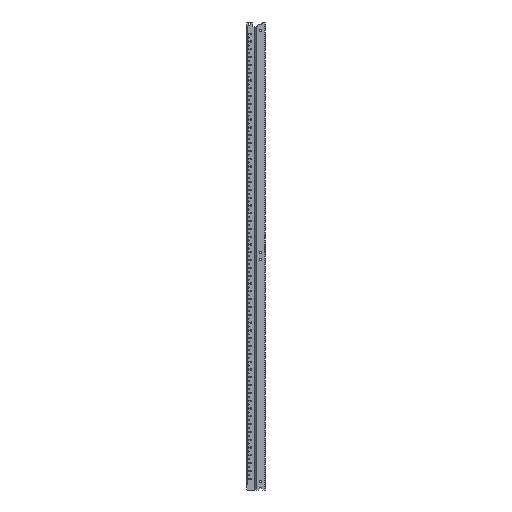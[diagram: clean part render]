
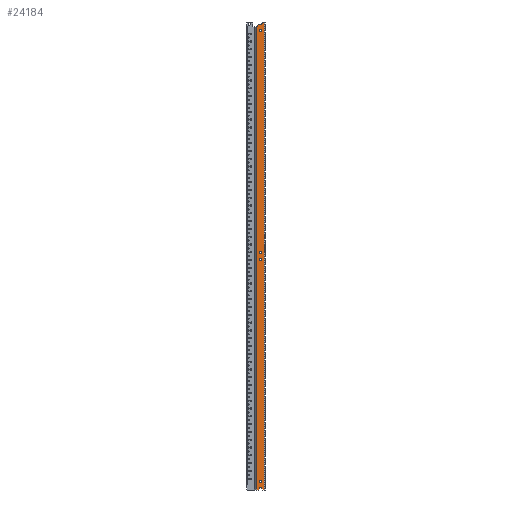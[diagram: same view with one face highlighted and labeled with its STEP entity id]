
A CAD part, front view. The second image highlights one B-rep face of the part: STEP entity #24184.
In plain terms, the highlighted face is planar.
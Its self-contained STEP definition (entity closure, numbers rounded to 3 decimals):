
#8489=DIRECTION('',(0.,-1.,0.));
#8490=VECTOR('',#8489,1483.29);
#8491=CARTESIAN_POINT('',(17.,734.79,26.916));
#8492=LINE('',#8491,#8490);
#8496=CARTESIAN_POINT('',(17.,-722.,14.995));
#8497=DIRECTION('',(1.,0.,0.));
#8498=DIRECTION('',(0.,1.,0.));
#8499=AXIS2_PLACEMENT_3D('',#8496,#8497,#8498);
#8504=CARTESIAN_POINT('',(17.,-722.,14.995));
#8505=DIRECTION('',(1.,0.,0.));
#8506=DIRECTION('',(0.,-1.,0.));
#8507=AXIS2_PLACEMENT_3D('',#8504,#8505,#8506);
#8512=CARTESIAN_POINT('',(17.,722.,14.995));
#8513=DIRECTION('',(1.,0.,0.));
#8514=DIRECTION('',(0.,1.,0.));
#8515=AXIS2_PLACEMENT_3D('',#8512,#8513,#8514);
#8520=CARTESIAN_POINT('',(17.,722.,14.995));
#8521=DIRECTION('',(1.,0.,0.));
#8522=DIRECTION('',(0.,-1.,0.));
#8523=AXIS2_PLACEMENT_3D('',#8520,#8521,#8522);
#8528=CARTESIAN_POINT('',(17.,-11.,14.995));
#8529=DIRECTION('',(-1.,0.,0.));
#8530=DIRECTION('',(0.,-1.,0.));
#8531=AXIS2_PLACEMENT_3D('',#8528,#8529,#8530);
#8536=CARTESIAN_POINT('',(17.,-11.,14.995));
#8537=DIRECTION('',(-1.,0.,0.));
#8538=DIRECTION('',(0.,1.,0.));
#8539=AXIS2_PLACEMENT_3D('',#8536,#8537,#8538);
#8544=CARTESIAN_POINT('',(17.,12.5,14.995));
#8545=DIRECTION('',(-1.,0.,0.));
#8546=DIRECTION('',(0.,-1.,0.));
#8547=AXIS2_PLACEMENT_3D('',#8544,#8545,#8546);
#8552=CARTESIAN_POINT('',(17.,12.5,14.995));
#8553=DIRECTION('',(-1.,0.,0.));
#8554=DIRECTION('',(0.,1.,0.));
#8555=AXIS2_PLACEMENT_3D('',#8552,#8553,#8554);
#8560=DIRECTION('',(0.,0.,1.));
#8561=VECTOR('',#8560,4.52);
#8562=CARTESIAN_POINT('',(17.,-748.5,3.));
#8563=LINE('',#8562,#8561);
#8567=DIRECTION('',(0.,0.844,0.537));
#8568=VECTOR('',#8567,5.287);
#8569=CARTESIAN_POINT('',(17.,-748.5,7.52));
#8570=LINE('',#8569,#8568);
#8574=CARTESIAN_POINT('',(17.,-746.999,14.995));
#8575=DIRECTION('',(1.,0.,0.));
#8576=DIRECTION('',(0.,0.538,-0.843));
#8577=AXIS2_PLACEMENT_3D('',#8574,#8575,#8576);
#8582=DIRECTION('',(0.,-0.844,0.537));
#8583=VECTOR('',#8582,5.287);
#8584=CARTESIAN_POINT('',(17.,-744.04,19.63));
#8585=LINE('',#8584,#8583);
#8589=DIRECTION('',(0.,0.,1.));
#8590=VECTOR('',#8589,4.446);
#8591=CARTESIAN_POINT('',(17.,-748.5,22.47));
#8592=LINE('',#8591,#8590);
#8596=DIRECTION('',(0.,0.,-1.));
#8597=VECTOR('',#8596,1.916);
#8598=CARTESIAN_POINT('',(17.,734.79,26.916));
#8599=LINE('',#8598,#8597);
#8603=DIRECTION('',(0.,0.707,-0.707));
#8604=VECTOR('',#8603,4.243);
#8605=CARTESIAN_POINT('',(17.,738.1,25.));
#8606=LINE('',#8605,#8604);
#8610=CARTESIAN_POINT('',(17.,746.1,15.));
#8611=DIRECTION('',(1.,0.,0.));
#8612=DIRECTION('',(0.,-1.,0.));
#8613=AXIS2_PLACEMENT_3D('',#8610,#8611,#8612);
#8618=DIRECTION('',(0.,0.,-1.));
#8619=VECTOR('',#8618,7.);
#8620=CARTESIAN_POINT('',(17.,750.,10.));
#8621=LINE('',#8620,#8619);
#9121=DIRECTION('',(0.,1.,0.));
#9122=VECTOR('',#9121,1498.5);
#9123=CARTESIAN_POINT('',(17.,-748.5,3.));
#9124=LINE('',#9123,#9122);
#14674=DIRECTION('',(0.,-1.,0.));
#14675=VECTOR('',#14674,3.9);
#14676=CARTESIAN_POINT('',(17.,750.,10.));
#14677=LINE('',#14676,#14675);
#14695=DIRECTION('',(0.,0.,1.));
#14696=VECTOR('',#14695,7.);
#14697=CARTESIAN_POINT('',(17.,741.1,15.));
#14698=LINE('',#14697,#14696);
#14716=DIRECTION('',(0.,-1.,0.));
#14717=VECTOR('',#14716,3.31);
#14718=CARTESIAN_POINT('',(17.,738.1,25.));
#14719=LINE('',#14718,#14717);
#15576=CARTESIAN_POINT('',(17.,726.,14.995));
#15577=CARTESIAN_POINT('',(17.,718.,14.995));
#15578=VERTEX_POINT('',#15576);
#15579=VERTEX_POINT('',#15577);
#15580=CARTESIAN_POINT('',(17.,734.79,26.916));
#15581=CARTESIAN_POINT('',(17.,734.79,25.));
#15582=VERTEX_POINT('',#15580);
#15583=VERTEX_POINT('',#15581);
#15584=CARTESIAN_POINT('',(17.,738.1,25.));
#15585=VERTEX_POINT('',#15584);
#15586=CARTESIAN_POINT('',(17.,741.1,22.));
#15587=VERTEX_POINT('',#15586);
#15588=CARTESIAN_POINT('',(17.,741.1,15.));
#15589=VERTEX_POINT('',#15588);
#15590=CARTESIAN_POINT('',(17.,746.1,10.));
#15591=VERTEX_POINT('',#15590);
#15592=CARTESIAN_POINT('',(17.,750.,10.));
#15593=VERTEX_POINT('',#15592);
#15594=CARTESIAN_POINT('',(17.,750.,3.));
#15595=VERTEX_POINT('',#15594);
#17250=CARTESIAN_POINT('',(17.,-15.,14.995));
#17251=CARTESIAN_POINT('',(17.,-7.,14.995));
#17252=VERTEX_POINT('',#17250);
#17253=VERTEX_POINT('',#17251);
#17254=CARTESIAN_POINT('',(17.,8.5,14.995));
#17255=CARTESIAN_POINT('',(17.,16.5,14.995));
#17256=VERTEX_POINT('',#17254);
#17257=VERTEX_POINT('',#17255);
#17300=CARTESIAN_POINT('',(17.,-748.5,3.));
#17301=CARTESIAN_POINT('',(17.,-748.5,7.52));
#17302=VERTEX_POINT('',#17300);
#17303=VERTEX_POINT('',#17301);
#17304=CARTESIAN_POINT('',(17.,-744.04,10.36));
#17305=VERTEX_POINT('',#17304);
#17306=CARTESIAN_POINT('',(17.,-744.04,19.63));
#17307=VERTEX_POINT('',#17306);
#17308=CARTESIAN_POINT('',(17.,-748.5,22.47));
#17309=VERTEX_POINT('',#17308);
#17310=CARTESIAN_POINT('',(17.,-748.5,26.916));
#17311=VERTEX_POINT('',#17310);
#17312=CARTESIAN_POINT('',(17.,-718.,14.995));
#17313=CARTESIAN_POINT('',(17.,-726.,14.995));
#17314=VERTEX_POINT('',#17312);
#17315=VERTEX_POINT('',#17313);
#24126=CARTESIAN_POINT('',(17.,600.,0.));
#24127=DIRECTION('',(1.,0.,0.));
#24128=DIRECTION('',(0.,-1.,0.));
#24129=AXIS2_PLACEMENT_3D('',#24126,#24127,#24128);
#24130=PLANE('',#24129);
#24132=ORIENTED_EDGE('',*,*,#24131,.F.);
#24134=ORIENTED_EDGE('',*,*,#24133,.T.);
#24136=ORIENTED_EDGE('',*,*,#24135,.T.);
#24138=ORIENTED_EDGE('',*,*,#24137,.T.);
#24140=ORIENTED_EDGE('',*,*,#24139,.T.);
#24142=ORIENTED_EDGE('',*,*,#24141,.T.);
#24143=ORIENTED_EDGE('',*,*,#24116,.F.);
#24145=ORIENTED_EDGE('',*,*,#24144,.T.);
#24147=ORIENTED_EDGE('',*,*,#24146,.F.);
#24149=ORIENTED_EDGE('',*,*,#24148,.T.);
#24151=ORIENTED_EDGE('',*,*,#24150,.F.);
#24153=ORIENTED_EDGE('',*,*,#24152,.T.);
#24155=ORIENTED_EDGE('',*,*,#24154,.F.);
#24157=ORIENTED_EDGE('',*,*,#24156,.T.);
#24158=EDGE_LOOP('',(#24132,#24134,#24136,#24138,#24140,#24142,#24143,#24145,
#24147,#24149,#24151,#24153,#24155,#24157));
#24159=FACE_OUTER_BOUND('',#24158,.F.);
#24161=ORIENTED_EDGE('',*,*,#24160,.T.);
#24163=ORIENTED_EDGE('',*,*,#24162,.T.);
#24164=EDGE_LOOP('',(#24161,#24163));
#24165=FACE_BOUND('',#24164,.F.);
#24167=ORIENTED_EDGE('',*,*,#24166,.F.);
#24169=ORIENTED_EDGE('',*,*,#24168,.F.);
#24170=EDGE_LOOP('',(#24167,#24169));
#24171=FACE_BOUND('',#24170,.F.);
#24173=ORIENTED_EDGE('',*,*,#24172,.F.);
#24175=ORIENTED_EDGE('',*,*,#24174,.F.);
#24176=EDGE_LOOP('',(#24173,#24175));
#24177=FACE_BOUND('',#24176,.F.);
#24179=ORIENTED_EDGE('',*,*,#24178,.T.);
#24181=ORIENTED_EDGE('',*,*,#24180,.T.);
#24182=EDGE_LOOP('',(#24179,#24181));
#24183=FACE_BOUND('',#24182,.F.);
#8500=CIRCLE('',#8499,4.);
#8508=CIRCLE('',#8507,4.);
#8516=CIRCLE('',#8515,4.);
#8524=CIRCLE('',#8523,4.);
#8532=CIRCLE('',#8531,4.);
#8540=CIRCLE('',#8539,4.);
#8548=CIRCLE('',#8547,4.);
#8556=CIRCLE('',#8555,4.);
#8578=CIRCLE('',#8577,5.499);
#8614=CIRCLE('',#8613,5.);
#24116=EDGE_CURVE('',#15582,#17311,#8492,.T.);
#24131=EDGE_CURVE('',#17302,#15595,#9124,.T.);
#24133=EDGE_CURVE('',#17302,#17303,#8563,.T.);
#24135=EDGE_CURVE('',#17303,#17305,#8570,.T.);
#24137=EDGE_CURVE('',#17305,#17307,#8578,.T.);
#24139=EDGE_CURVE('',#17307,#17309,#8585,.T.);
#24141=EDGE_CURVE('',#17309,#17311,#8592,.T.);
#24144=EDGE_CURVE('',#15582,#15583,#8599,.T.);
#24146=EDGE_CURVE('',#15585,#15583,#14719,.T.);
#24148=EDGE_CURVE('',#15585,#15587,#8606,.T.);
#24150=EDGE_CURVE('',#15589,#15587,#14698,.T.);
#24152=EDGE_CURVE('',#15589,#15591,#8614,.T.);
#24154=EDGE_CURVE('',#15593,#15591,#14677,.T.);
#24156=EDGE_CURVE('',#15593,#15595,#8621,.T.);
#24160=EDGE_CURVE('',#15578,#15579,#8516,.T.);
#24162=EDGE_CURVE('',#15579,#15578,#8524,.T.);
#24166=EDGE_CURVE('',#17252,#17253,#8532,.T.);
#24168=EDGE_CURVE('',#17253,#17252,#8540,.T.);
#24172=EDGE_CURVE('',#17256,#17257,#8548,.T.);
#24174=EDGE_CURVE('',#17257,#17256,#8556,.T.);
#24178=EDGE_CURVE('',#17314,#17315,#8500,.T.);
#24180=EDGE_CURVE('',#17315,#17314,#8508,.T.);
#24184=ADVANCED_FACE('',(#24159,#24165,#24171,#24177,#24183),#24130,.T.);
